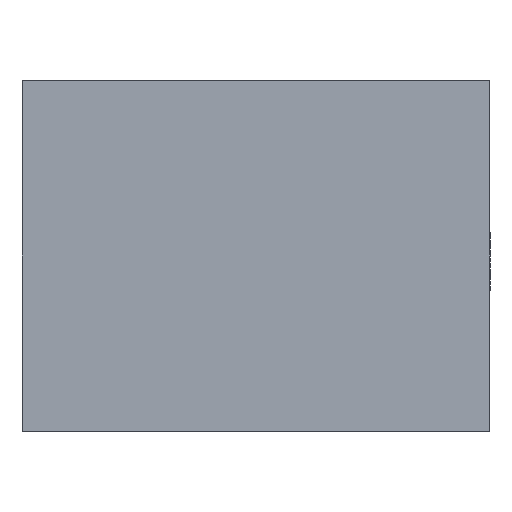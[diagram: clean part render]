
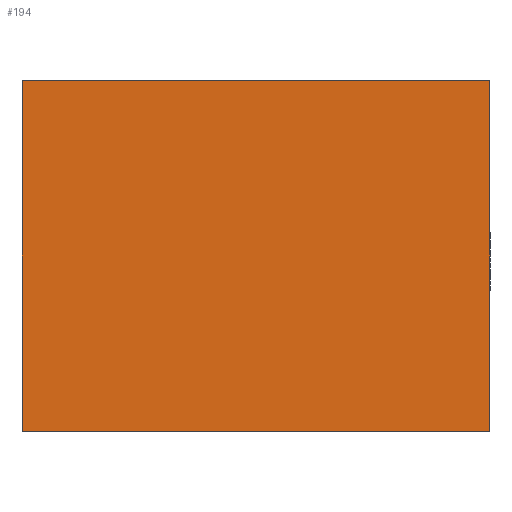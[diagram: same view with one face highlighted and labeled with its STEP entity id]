
A CAD part, front view. The second image highlights one B-rep face of the part: STEP entity #194.
In plain terms, the highlighted planar face has unit normal (0, -1, 0).
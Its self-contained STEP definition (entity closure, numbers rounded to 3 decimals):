
#24=PLANE('',#235);
#34=FACE_OUTER_BOUND('',#46,.T.);
#46=EDGE_LOOP('',(#159,#160,#161,#162));
#64=LINE('',#327,#80);
#65=LINE('',#330,#81);
#66=LINE('',#332,#82);
#67=LINE('',#333,#83);
#80=VECTOR('',#275,10.);
#81=VECTOR('',#278,10.);
#82=VECTOR('',#279,10.);
#83=VECTOR('',#280,10.);
#105=VERTEX_POINT('',#320);
#108=VERTEX_POINT('',#325);
#109=VERTEX_POINT('',#329);
#110=VERTEX_POINT('',#331);
#128=EDGE_CURVE('',#105,#108,#64,.T.);
#129=EDGE_CURVE('',#109,#105,#65,.T.);
#130=EDGE_CURVE('',#110,#108,#66,.T.);
#131=EDGE_CURVE('',#109,#110,#67,.T.);
#159=ORIENTED_EDGE('',*,*,#129,.T.);
#160=ORIENTED_EDGE('',*,*,#128,.T.);
#161=ORIENTED_EDGE('',*,*,#130,.F.);
#162=ORIENTED_EDGE('',*,*,#131,.F.);
#194=ADVANCED_FACE('',(#34),#24,.T.);
#235=AXIS2_PLACEMENT_3D('',#328,#276,#277);
#275=DIRECTION('',(0.,0.,1.));
#276=DIRECTION('center_axis',(0.,-1.,0.));
#277=DIRECTION('ref_axis',(1.,0.,0.));
#278=DIRECTION('',(1.,0.,0.));
#279=DIRECTION('',(1.,0.,0.));
#280=DIRECTION('',(0.,0.,1.));
#320=CARTESIAN_POINT('',(42.5,-30.,0.));
#325=CARTESIAN_POINT('',(42.5,-30.,15.));
#327=CARTESIAN_POINT('',(42.5,-30.,0.));
#328=CARTESIAN_POINT('Origin',(22.5,-30.,0.));
#329=CARTESIAN_POINT('',(22.5,-30.,0.));
#330=CARTESIAN_POINT('',(22.5,-30.,0.));
#331=CARTESIAN_POINT('',(22.5,-30.,15.));
#332=CARTESIAN_POINT('',(22.5,-30.,15.));
#333=CARTESIAN_POINT('',(22.5,-30.,0.));
